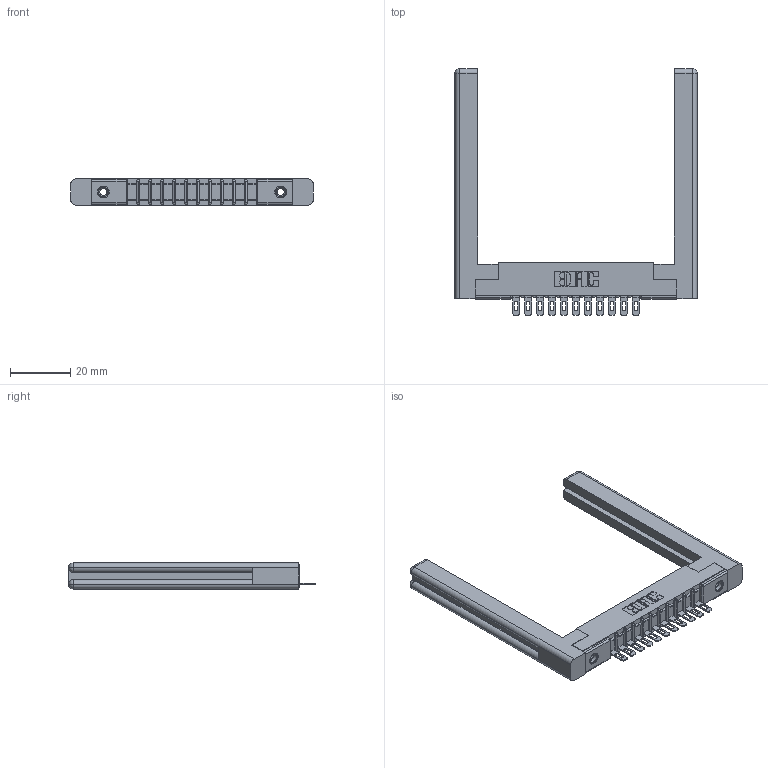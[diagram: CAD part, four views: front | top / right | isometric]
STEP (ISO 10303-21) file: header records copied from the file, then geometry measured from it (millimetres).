
FILE_DESCRIPTION (( 'STEP AP203' ), '1' );
FILE_NAME ('357-011-501-158.STEP', '2019-09-16T18:45:48', ( '' ), ( '' ), 'SwSTEP 2.0', 'SolidWorks 2016', '' );
FILE_SCHEMA (( 'CONFIG_CONTROL_DESIGN' ));
Length unit declared in the file: inch
Products named in the file (5): 345-250-001_345-250-001-102; 307-290-002_501; 357-011-501-158; 307 Part_.156 Dia Mounting Holes; 307-220-058
Assembly tree (16 placements, depth 2):
  357-011-501-158
    307 Part_.156 Dia Mounting Holes
    307-290-002_501  x11
    307-220-058  x2
    345-250-001_345-250-001-102  x2
Bounding box: 80.21 x 81.74 x 8.71 mm (x, y, z)
Volume: 12977.7 mm3; surface area: 14125.4 mm2
Topology: 16 solids, 16 shells, 1108 faces, 3295 edges, 2150 vertices
Faces by surface type: plane 638, cylinder 422, sphere 24, torus 12, cone 12
Entity records: 16679 total; most frequent: CARTESIAN_POINT 2815, ORIENTED_EDGE 2744, DIRECTION 2714, EDGE_CURVE 1372, LINE 1028, VECTOR 1028, VERTEX_POINT 890, AXIS2_PLACEMENT_3D 843
